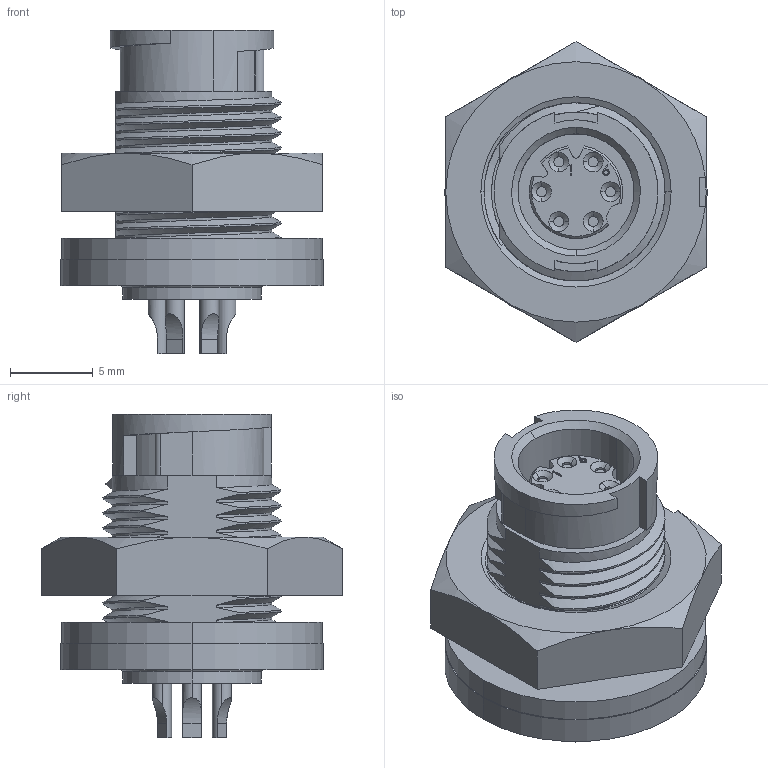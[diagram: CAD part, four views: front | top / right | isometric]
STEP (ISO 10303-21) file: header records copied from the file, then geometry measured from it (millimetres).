
FILE_DESCRIPTION (( 'STEP AP203' ), '1' );
FILE_NAME ('17982-6SG-300.STEP', '2017-04-27T20:07:13', ( '' ), ( '' ), 'SwSTEP 2.0', 'SolidWorks 2014', '' );
FILE_SCHEMA (( 'CONFIG_CONTROL_DESIGN' ));
Length unit declared in the file: millimetre
Products named in the file (2): 17982-6SG-300
Bounding box: 15.88 x 18.18 x 19.56 mm (x, y, z)
Volume: 1811 mm3; surface area: 2154.8 mm2
Topology: 2 solids, 2 shells, 353 faces, 938 edges, 613 vertices
Faces by surface type: plane 128, cylinder 117, bspline 70, cone 28, sphere 6, torus 4
Entity records: 24498 total; most frequent: CARTESIAN_POINT 16474, ORIENTED_EDGE 1856, DIRECTION 1283, EDGE_CURVE 928, VERTEX_POINT 609, LINE 453, VECTOR 453, AXIS2_PLACEMENT_3D 415
